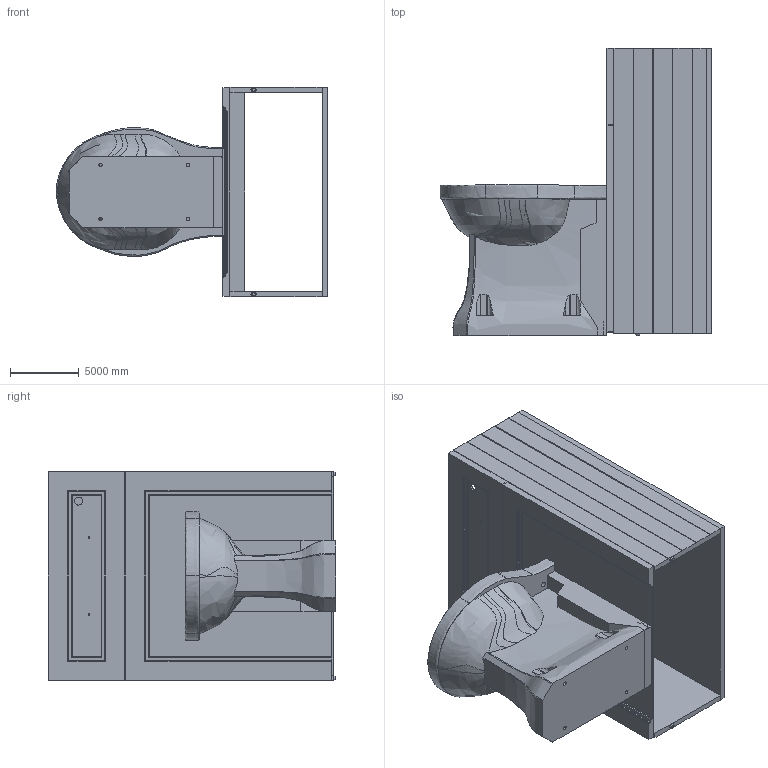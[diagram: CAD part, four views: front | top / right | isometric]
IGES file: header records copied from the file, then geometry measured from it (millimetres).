
Global section: file name: 90507; native system: AutoCAD 2016 - English; preprocessor: Autodesk Translation Framework DWG producer (atf_dwg_producer); organization: unknown; date: 20161027.162533; units: inch
Bounding box: 19739.56 x 20840.7 x 15240 mm (x, y, z)
Volume: 746007354609.6 mm3; surface area: 2759711950.4 mm2
Topology: 11 solids, 11 shells, 246 faces, 658 edges, 443 vertices
Faces by surface type: bspline 246
